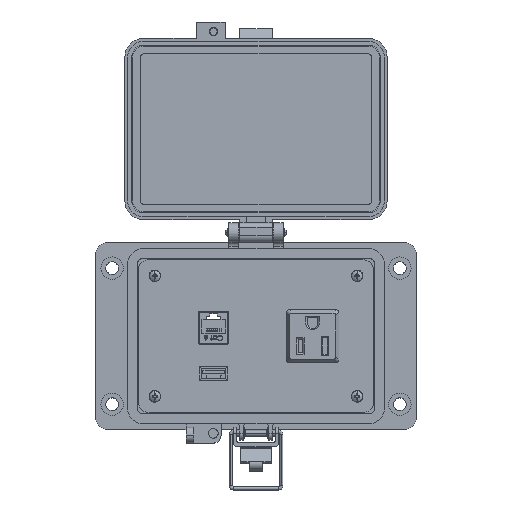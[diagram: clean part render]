
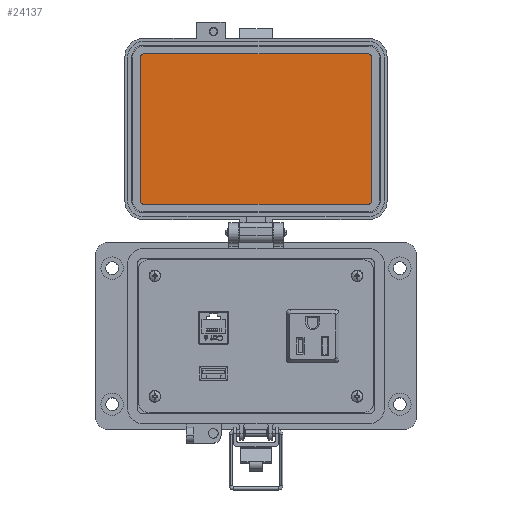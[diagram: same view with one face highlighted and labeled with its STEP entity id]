
A CAD part, top view. The second image highlights one B-rep face of the part: STEP entity #24137.
In plain terms, the highlighted planar face has unit normal (0, 0, 1).
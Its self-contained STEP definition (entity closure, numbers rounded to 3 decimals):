
#479 = ORIENTED_EDGE ( 'NONE', *, *, #33551, .F. ) ;
#1828 = FACE_OUTER_BOUND ( 'NONE', #60102, .T. ) ;
#1979 = ORIENTED_EDGE ( 'NONE', *, *, #19992, .F. ) ;
#2536 = CARTESIAN_POINT ( 'NONE',  ( -59.505, 143.334, 8.694 ) ) ;
#2568 = VECTOR ( 'NONE', #33697, 1000. ) ;
#3402 = LINE ( 'NONE', #15122, #77041 ) ;
#4641 = VERTEX_POINT ( 'NONE', #64438 ) ;
#6471 = VERTEX_POINT ( 'NONE', #49294 ) ;
#7291 = CARTESIAN_POINT ( 'NONE',  ( -30.745, 145.119, 8.694 ) ) ;
#8665 = CARTESIAN_POINT ( 'NONE',  ( -57.72, 67.765, 8.694 ) ) ;
#9868 = CARTESIAN_POINT ( 'NONE',  ( 57.717, 145.119, 8.694 ) ) ;
#12112 = DIRECTION ( 'NONE',  ( 0., 0., -1. ) ) ;
#14999 = AXIS2_PLACEMENT_3D ( 'NONE', #67784, #50567, #50182 ) ;
#15122 = CARTESIAN_POINT ( 'NONE',  ( 59.502, 69.55, 8.694 ) ) ;
#16465 = DIRECTION ( 'NONE',  ( -1., 0., 0. ) ) ;
#17758 = EDGE_CURVE ( 'NONE', #76229, #6471, #41095, .T. ) ;
#17940 = CARTESIAN_POINT ( 'NONE',  ( -57.72, 69.55, 8.694 ) ) ;
#19992 = EDGE_CURVE ( 'NONE', #6471, #32766, #51261, .T. ) ;
#21169 = ORIENTED_EDGE ( 'NONE', *, *, #72413, .F. ) ;
#21358 = DIRECTION ( 'NONE',  ( 0., -1., 0. ) ) ;
#24137 = ADVANCED_FACE ( 'NONE', ( #1828 ), #60846, .T. ) ;
#24237 = EDGE_CURVE ( 'NONE', #51716, #66833, #71604, .T. ) ;
#25650 = DIRECTION ( 'NONE',  ( 0., -1., 0. ) ) ;
#27363 = AXIS2_PLACEMENT_3D ( 'NONE', #68378, #62886, #30960 ) ;
#28200 = VECTOR ( 'NONE', #36999, 1000. ) ;
#29119 = AXIS2_PLACEMENT_3D ( 'NONE', #49875, #73743, #75274 ) ;
#29990 = LINE ( 'NONE', #35466, #28200 ) ;
#30960 = DIRECTION ( 'NONE',  ( 0., -1., 0. ) ) ;
#31120 = DIRECTION ( 'NONE',  ( 0., 0., 1. ) ) ;
#31560 = VERTEX_POINT ( 'NONE', #44549 ) ;
#32766 = VERTEX_POINT ( 'NONE', #8665 ) ;
#33551 = EDGE_CURVE ( 'NONE', #60480, #31560, #37308, .T. ) ;
#33697 = DIRECTION ( 'NONE',  ( 1., 0., 0. ) ) ;
#34834 = CARTESIAN_POINT ( 'NONE',  ( -57.72, 67.765, 8.694 ) ) ;
#35373 = AXIS2_PLACEMENT_3D ( 'NONE', #7291, #31120, #25650 ) ;
#35466 = CARTESIAN_POINT ( 'NONE',  ( -59.505, 143.334, 8.694 ) ) ;
#36999 = DIRECTION ( 'NONE',  ( 0., 1., 0. ) ) ;
#37308 = CIRCLE ( 'NONE', #14999, 1.785 ) ;
#41095 = CIRCLE ( 'NONE', #27363, 1.785 ) ;
#42744 = CARTESIAN_POINT ( 'NONE',  ( -57.72, 145.119, 8.694 ) ) ;
#44549 = CARTESIAN_POINT ( 'NONE',  ( 59.502, 143.334, 8.694 ) ) ;
#45946 = ORIENTED_EDGE ( 'NONE', *, *, #65255, .F. ) ;
#49294 = CARTESIAN_POINT ( 'NONE',  ( 57.717, 67.765, 8.694 ) ) ;
#49875 = CARTESIAN_POINT ( 'NONE',  ( -57.72, 143.334, 8.694 ) ) ;
#50182 = DIRECTION ( 'NONE',  ( 0., -1., 0. ) ) ;
#50567 = DIRECTION ( 'NONE',  ( 0., 0., -1. ) ) ;
#50906 = CARTESIAN_POINT ( 'NONE',  ( 57.717, 145.119, 8.694 ) ) ;
#51261 = LINE ( 'NONE', #34834, #76041 ) ;
#51716 = VERTEX_POINT ( 'NONE', #2536 ) ;
#51804 = ORIENTED_EDGE ( 'NONE', *, *, #17758, .F. ) ;
#53097 = EDGE_CURVE ( 'NONE', #32766, #4641, #65493, .T. ) ;
#54627 = EDGE_CURVE ( 'NONE', #4641, #51716, #29990, .T. ) ;
#55361 = DIRECTION ( 'NONE',  ( 0., -1., 0. ) ) ;
#55864 = ORIENTED_EDGE ( 'NONE', *, *, #24237, .F. ) ;
#60102 = EDGE_LOOP ( 'NONE', ( #55864, #68817, #70951, #1979, #51804, #45946, #479, #21169 ) ) ;
#60480 = VERTEX_POINT ( 'NONE', #50906 ) ;
#60846 = PLANE ( 'NONE',  #35373 ) ;
#62886 = DIRECTION ( 'NONE',  ( 0., 0., -1. ) ) ;
#64438 = CARTESIAN_POINT ( 'NONE',  ( -59.505, 69.55, 8.694 ) ) ;
#65255 = EDGE_CURVE ( 'NONE', #31560, #76229, #3402, .T. ) ;
#65493 = CIRCLE ( 'NONE', #69271, 1.785 ) ;
#66019 = CARTESIAN_POINT ( 'NONE',  ( 59.502, 69.55, 8.694 ) ) ;
#66833 = VERTEX_POINT ( 'NONE', #42744 ) ;
#67784 = CARTESIAN_POINT ( 'NONE',  ( 57.717, 143.334, 8.694 ) ) ;
#68378 = CARTESIAN_POINT ( 'NONE',  ( 57.717, 69.55, 8.694 ) ) ;
#68817 = ORIENTED_EDGE ( 'NONE', *, *, #54627, .F. ) ;
#69271 = AXIS2_PLACEMENT_3D ( 'NONE', #17940, #12112, #55361 ) ;
#70951 = ORIENTED_EDGE ( 'NONE', *, *, #53097, .F. ) ;
#71604 = CIRCLE ( 'NONE', #29119, 1.785 ) ;
#72413 = EDGE_CURVE ( 'NONE', #66833, #60480, #74409, .T. ) ;
#73743 = DIRECTION ( 'NONE',  ( 0., 0., -1. ) ) ;
#74409 = LINE ( 'NONE', #9868, #2568 ) ;
#75274 = DIRECTION ( 'NONE',  ( 0., -1., 0. ) ) ;
#76041 = VECTOR ( 'NONE', #16465, 1000. ) ;
#76229 = VERTEX_POINT ( 'NONE', #66019 ) ;
#77041 = VECTOR ( 'NONE', #21358, 1000. ) ;
